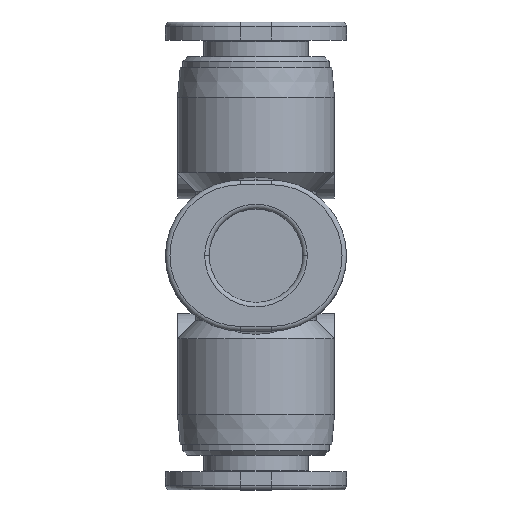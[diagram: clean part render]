
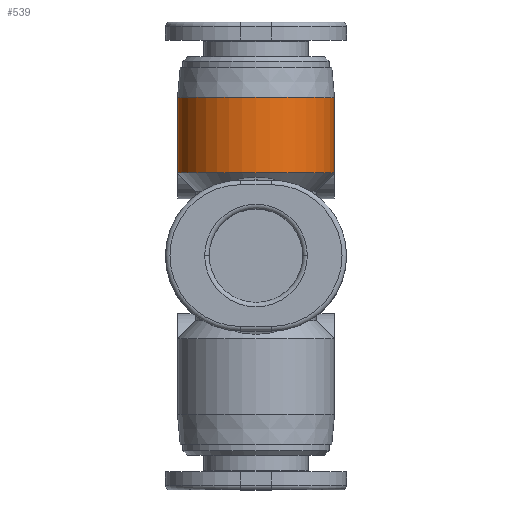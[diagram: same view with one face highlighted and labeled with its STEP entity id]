
A CAD part, top view. The second image highlights one B-rep face of the part: STEP entity #539.
In plain terms, the highlighted cylindrical face has radius 5.2 mm (diameter 10.4 mm), a partial arc.
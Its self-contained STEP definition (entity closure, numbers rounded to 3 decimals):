
#498=CARTESIAN_POINT('',(0.,5.5,0.));
#499=DIRECTION('',(0.0,1.0,0.));
#500=DIRECTION('',(1.0,0.0,0.0));
#501=AXIS2_PLACEMENT_3D('',#498,#499,#500);
#502=CYLINDRICAL_SURFACE('',#501,5.2);
#503=CARTESIAN_POINT('',(5.2,10.5,0.));
#504=VERTEX_POINT('',#503);
#505=CARTESIAN_POINT('',(5.2,5.5,0.));
#506=VERTEX_POINT('',#505);
#507=CARTESIAN_POINT('',(5.2,10.5,0.));
#508=DIRECTION('',(0.0,-1.0,0.0));
#509=VECTOR('',#508,5.0);
#510=LINE('',#507,#509);
#511=EDGE_CURVE('',#504,#506,#510,.T.);
#512=ORIENTED_EDGE('',*,*,#511,.F.);
#513=CARTESIAN_POINT('',(-5.2,10.5,0.));
#514=VERTEX_POINT('',#513);
#515=CARTESIAN_POINT('',(0.,10.5,0.));
#516=DIRECTION('',(0.0,1.0,0.0));
#517=DIRECTION('',(-1.0,0.0,0.0));
#518=AXIS2_PLACEMENT_3D('',#515,#516,#517);
#519=CIRCLE('',#518,5.2);
#520=EDGE_CURVE('',#514,#504,#519,.T.);
#521=ORIENTED_EDGE('',*,*,#520,.F.);
#522=CARTESIAN_POINT('',(-5.2,5.5,0.));
#523=VERTEX_POINT('',#522);
#524=CARTESIAN_POINT('',(-5.2,10.5,0.));
#525=DIRECTION('',(0.0,-1.0,0.0));
#526=VECTOR('',#525,5.0);
#527=LINE('',#524,#526);
#528=EDGE_CURVE('',#514,#523,#527,.T.);
#529=ORIENTED_EDGE('',*,*,#528,.T.);
#530=CARTESIAN_POINT('',(0.,5.5,0.));
#531=DIRECTION('',(0.0,-1.0,0.0));
#532=DIRECTION('',(1.0,0.0,0.0));
#533=AXIS2_PLACEMENT_3D('',#530,#531,#532);
#534=CIRCLE('',#533,5.2);
#535=EDGE_CURVE('',#506,#523,#534,.T.);
#536=ORIENTED_EDGE('',*,*,#535,.F.);
#537=EDGE_LOOP('',(#512,#521,#529,#536));
#538=FACE_OUTER_BOUND('',#537,.T.);
#539=ADVANCED_FACE('',(#538),#502,.T.);
